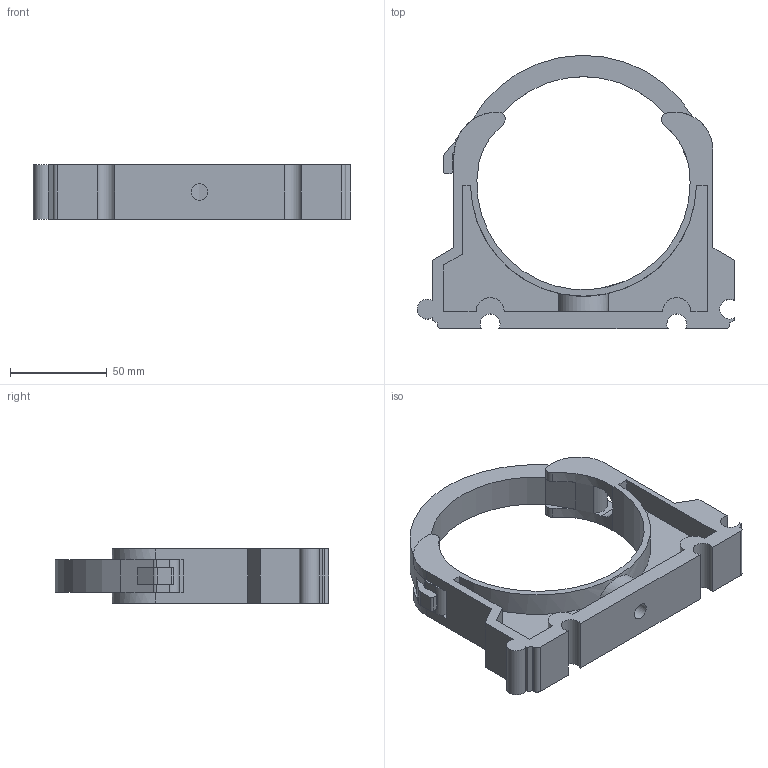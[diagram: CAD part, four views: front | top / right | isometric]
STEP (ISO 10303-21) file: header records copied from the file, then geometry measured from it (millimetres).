
FILE_DESCRIPTION( ( 'STEP AP214' ), ' ' );
FILE_NAME( '5.25.110.stp', '2015-08-26T12:34:56', ( '' ), ( '' ), ' ', 'PARTsolutions', ' ' );
FILE_SCHEMA( ( 'AUTOMOTIVE_DESIGN { 1 0 10303 214 1 1 1 1 }' ) );
Length unit declared in the file: millimetre
Products named in the file (1): _5.25.110
Bounding box: 163.67 x 140.99 x 28 mm (x, y, z)
Volume: 139744.9 mm3; surface area: 53138.6 mm2
Topology: 1 solids, 1 shells, 105 faces, 294 edges, 190 vertices
Faces by surface type: plane 66, cylinder 39
Full cylindrical faces by diameter (mm): 8.5 x1, 17 x1
Entity records: 4447 total; most frequent: CARTESIAN_POINT 810, DIRECTION 592, ORIENTED_EDGE 584, EDGE_CURVE 292, AXIS2_PLACEMENT_3D 199, LINE 194, VECTOR 194, VERTEX_POINT 190
